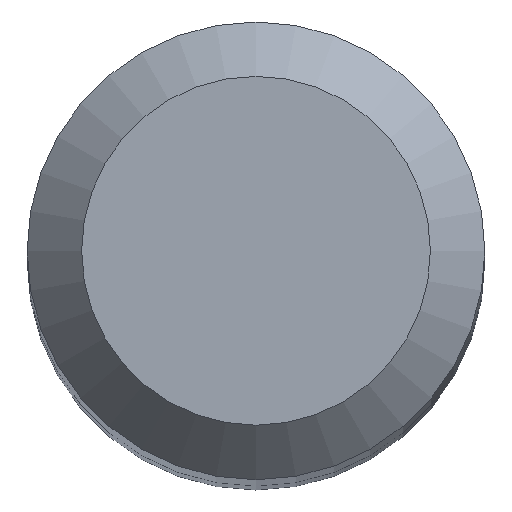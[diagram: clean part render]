
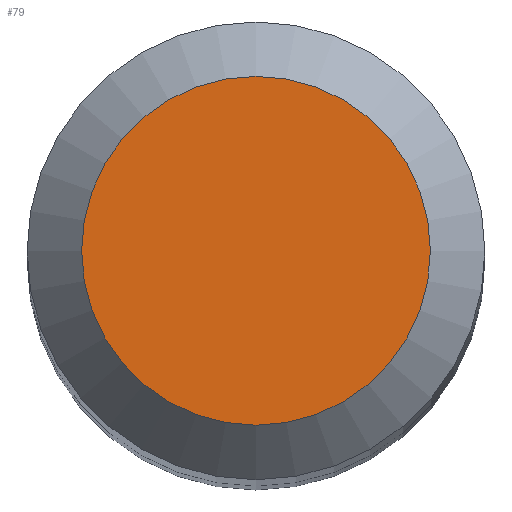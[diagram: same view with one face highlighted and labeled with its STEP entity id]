
A CAD part, top view. The second image highlights one B-rep face of the part: STEP entity #79.
In plain terms, the highlighted planar face has unit normal (0, 0, 1).
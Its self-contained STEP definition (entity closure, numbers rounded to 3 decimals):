
#23 = DIRECTION ( 'NONE',  ( 0., 1., 0. ) ) ;
#26 = EDGE_CURVE ( 'NONE', #113, #113, #190, .T. ) ;
#33 = DIRECTION ( 'NONE',  ( 0., 1., 0. ) ) ;
#50 = ORIENTED_EDGE ( 'NONE', *, *, #26, .F. ) ;
#56 = PLANE ( 'NONE',  #197 ) ;
#65 = DIRECTION ( 'NONE',  ( 0., 0., -1. ) ) ;
#79 = ADVANCED_FACE ( 'NONE', ( #194 ), #56, .F. ) ;
#98 = CARTESIAN_POINT ( 'NONE',  ( 0., 0., 55. ) ) ;
#101 = AXIS2_PLACEMENT_3D ( 'NONE', #153, #65, #33 ) ;
#111 = EDGE_LOOP ( 'NONE', ( #50 ) ) ;
#113 = VERTEX_POINT ( 'NONE', #116 ) ;
#116 = CARTESIAN_POINT ( 'NONE',  ( 0., 1.6, 55. ) ) ;
#142 = DIRECTION ( 'NONE',  ( 0., 0., -1. ) ) ;
#153 = CARTESIAN_POINT ( 'NONE',  ( 0., 0., 55. ) ) ;
#190 = CIRCLE ( 'NONE', #101, 1.6 ) ;
#194 = FACE_OUTER_BOUND ( 'NONE', #111, .T. ) ;
#197 = AXIS2_PLACEMENT_3D ( 'NONE', #98, #142, #23 ) ;
